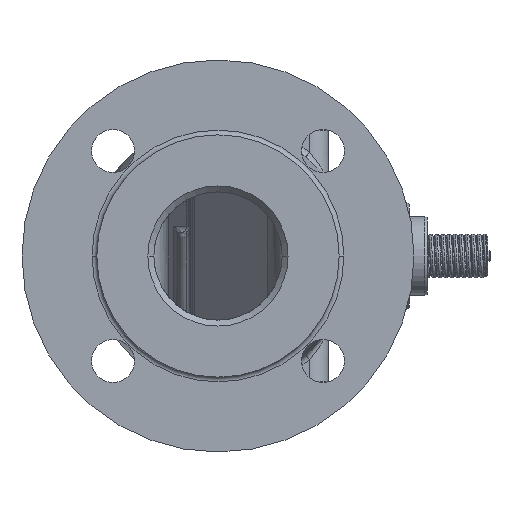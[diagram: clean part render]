
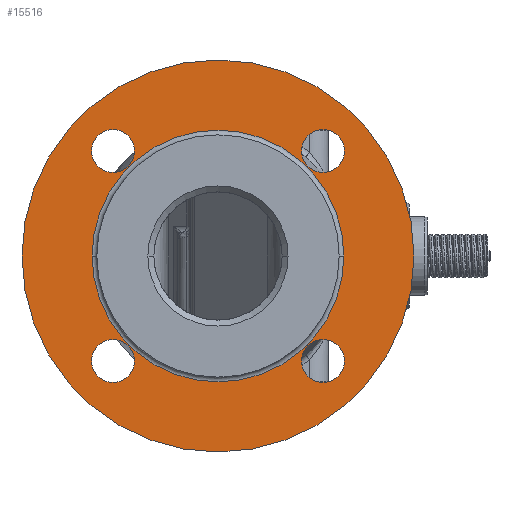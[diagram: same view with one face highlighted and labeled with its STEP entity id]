
A CAD part, left-side view. The second image highlights one B-rep face of the part: STEP entity #15516.
In plain terms, the highlighted planar face has unit normal (-1, 0, 0).
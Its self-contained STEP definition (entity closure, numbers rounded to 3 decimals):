
#1103=CARTESIAN_POINT('',(-115.,0.,0.));
#1104=DIRECTION('',(1.,0.,0.));
#1105=DIRECTION('',(0.,-1.,0.));
#1106=AXIS2_PLACEMENT_3D('',#1103,#1104,#1105);
#1108=CARTESIAN_POINT('',(-115.,0.,0.));
#1109=DIRECTION('',(-1.,0.,0.));
#1110=DIRECTION('',(0.,-1.,0.));
#1111=AXIS2_PLACEMENT_3D('',#1108,#1109,#1110);
#1113=CARTESIAN_POINT('',(-115.,0.,0.));
#1114=DIRECTION('',(1.,0.,0.));
#1115=DIRECTION('',(0.,-1.,0.));
#1116=AXIS2_PLACEMENT_3D('',#1113,#1114,#1115);
#1118=CARTESIAN_POINT('',(-115.,0.,0.));
#1119=DIRECTION('',(-1.,0.,0.));
#1120=DIRECTION('',(0.,-1.,0.));
#1121=AXIS2_PLACEMENT_3D('',#1118,#1119,#1120);
#1123=CARTESIAN_POINT('',(-115.,-44.194,44.194));
#1124=DIRECTION('',(-1.,0.,0.));
#1125=DIRECTION('',(0.,-1.,0.));
#1126=AXIS2_PLACEMENT_3D('',#1123,#1124,#1125);
#1128=CARTESIAN_POINT('',(-115.,-44.194,44.194));
#1129=DIRECTION('',(-1.,0.,0.));
#1130=DIRECTION('',(0.,1.,0.));
#1131=AXIS2_PLACEMENT_3D('',#1128,#1129,#1130);
#1133=CARTESIAN_POINT('',(-115.,44.194,44.194));
#1134=DIRECTION('',(-1.,0.,0.));
#1135=DIRECTION('',(0.,-1.,0.));
#1136=AXIS2_PLACEMENT_3D('',#1133,#1134,#1135);
#1138=CARTESIAN_POINT('',(-115.,44.194,44.194));
#1139=DIRECTION('',(-1.,0.,0.));
#1140=DIRECTION('',(0.,1.,0.));
#1141=AXIS2_PLACEMENT_3D('',#1138,#1139,#1140);
#1143=CARTESIAN_POINT('',(-115.,44.194,-44.194));
#1144=DIRECTION('',(-1.,0.,0.));
#1145=DIRECTION('',(0.,-1.,0.));
#1146=AXIS2_PLACEMENT_3D('',#1143,#1144,#1145);
#1148=CARTESIAN_POINT('',(-115.,44.194,-44.194));
#1149=DIRECTION('',(-1.,0.,0.));
#1150=DIRECTION('',(0.,1.,0.));
#1151=AXIS2_PLACEMENT_3D('',#1148,#1149,#1150);
#1153=CARTESIAN_POINT('',(-115.,-44.194,-44.194));
#1154=DIRECTION('',(-1.,0.,0.));
#1155=DIRECTION('',(0.,-1.,0.));
#1156=AXIS2_PLACEMENT_3D('',#1153,#1154,#1155);
#1158=CARTESIAN_POINT('',(-115.,-44.194,-44.194));
#1159=DIRECTION('',(-1.,0.,0.));
#1160=DIRECTION('',(0.,1.,0.));
#1161=AXIS2_PLACEMENT_3D('',#1158,#1159,#1160);
#12852=CARTESIAN_POINT('',(-115.,-53.,0.));
#12853=VERTEX_POINT('',#12852);
#12854=CARTESIAN_POINT('',(-115.,-82.5,0.));
#12856=VERTEX_POINT('',#12854);
#12896=CARTESIAN_POINT('',(-115.,53.,0.));
#12897=VERTEX_POINT('',#12896);
#12898=CARTESIAN_POINT('',(-115.,82.5,0.));
#12900=VERTEX_POINT('',#12898);
#12932=CARTESIAN_POINT('',(-115.,-53.194,44.194));
#12933=CARTESIAN_POINT('',(-115.,-35.194,44.194));
#12934=VERTEX_POINT('',#12932);
#12935=VERTEX_POINT('',#12933);
#12936=CARTESIAN_POINT('',(-115.,35.194,44.194));
#12937=CARTESIAN_POINT('',(-115.,53.194,44.194));
#12938=VERTEX_POINT('',#12936);
#12939=VERTEX_POINT('',#12937);
#12940=CARTESIAN_POINT('',(-115.,35.194,-44.194));
#12941=CARTESIAN_POINT('',(-115.,53.194,-44.194));
#12942=VERTEX_POINT('',#12940);
#12943=VERTEX_POINT('',#12941);
#12944=CARTESIAN_POINT('',(-115.,-53.194,-44.194));
#12945=CARTESIAN_POINT('',(-115.,-35.194,-44.194));
#12946=VERTEX_POINT('',#12944);
#12947=VERTEX_POINT('',#12945);
#15477=CARTESIAN_POINT('',(-115.,0.,0.));
#15478=DIRECTION('',(-1.,0.,0.));
#15479=DIRECTION('',(0.,1.,0.));
#15480=AXIS2_PLACEMENT_3D('',#15477,#15478,#15479);
#15481=PLANE('',#15480);
#15482=ORIENTED_EDGE('',*,*,#15470,.F.);
#15483=ORIENTED_EDGE('',*,*,#15459,.T.);
#15484=EDGE_LOOP('',(#15482,#15483));
#15485=FACE_OUTER_BOUND('',#15484,.F.);
#15487=ORIENTED_EDGE('',*,*,#15486,.F.);
#15489=ORIENTED_EDGE('',*,*,#15488,.T.);
#15490=EDGE_LOOP('',(#15487,#15489));
#15491=FACE_BOUND('',#15490,.F.);
#15493=ORIENTED_EDGE('',*,*,#15492,.T.);
#15495=ORIENTED_EDGE('',*,*,#15494,.T.);
#15496=EDGE_LOOP('',(#15493,#15495));
#15497=FACE_BOUND('',#15496,.F.);
#15499=ORIENTED_EDGE('',*,*,#15498,.T.);
#15501=ORIENTED_EDGE('',*,*,#15500,.T.);
#15502=EDGE_LOOP('',(#15499,#15501));
#15503=FACE_BOUND('',#15502,.F.);
#15505=ORIENTED_EDGE('',*,*,#15504,.T.);
#15507=ORIENTED_EDGE('',*,*,#15506,.T.);
#15508=EDGE_LOOP('',(#15505,#15507));
#15509=FACE_BOUND('',#15508,.F.);
#15511=ORIENTED_EDGE('',*,*,#15510,.T.);
#15513=ORIENTED_EDGE('',*,*,#15512,.T.);
#15514=EDGE_LOOP('',(#15511,#15513));
#15515=FACE_BOUND('',#15514,.F.);
#15516=ADVANCED_FACE('',(#15485,#15491,#15497,#15503,#15509,#15515),#15481,.T.);
#1107=CIRCLE('',#1106,82.5);
#1112=CIRCLE('',#1111,82.5);
#1117=CIRCLE('',#1116,53.);
#1122=CIRCLE('',#1121,53.);
#1127=CIRCLE('',#1126,9.);
#1132=CIRCLE('',#1131,9.);
#1137=CIRCLE('',#1136,9.);
#1142=CIRCLE('',#1141,9.);
#1147=CIRCLE('',#1146,9.);
#1152=CIRCLE('',#1151,9.);
#1157=CIRCLE('',#1156,9.);
#1162=CIRCLE('',#1161,9.);
#15459=EDGE_CURVE('',#12856,#12900,#1107,.T.);
#15470=EDGE_CURVE('',#12856,#12900,#1112,.T.);
#15486=EDGE_CURVE('',#12853,#12897,#1117,.T.);
#15488=EDGE_CURVE('',#12853,#12897,#1122,.T.);
#15492=EDGE_CURVE('',#12934,#12935,#1127,.T.);
#15494=EDGE_CURVE('',#12935,#12934,#1132,.T.);
#15498=EDGE_CURVE('',#12938,#12939,#1137,.T.);
#15500=EDGE_CURVE('',#12939,#12938,#1142,.T.);
#15504=EDGE_CURVE('',#12942,#12943,#1147,.T.);
#15506=EDGE_CURVE('',#12943,#12942,#1152,.T.);
#15510=EDGE_CURVE('',#12946,#12947,#1157,.T.);
#15512=EDGE_CURVE('',#12947,#12946,#1162,.T.);
